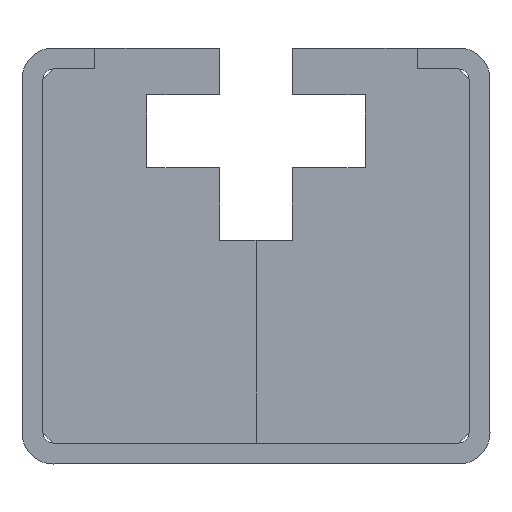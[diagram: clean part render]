
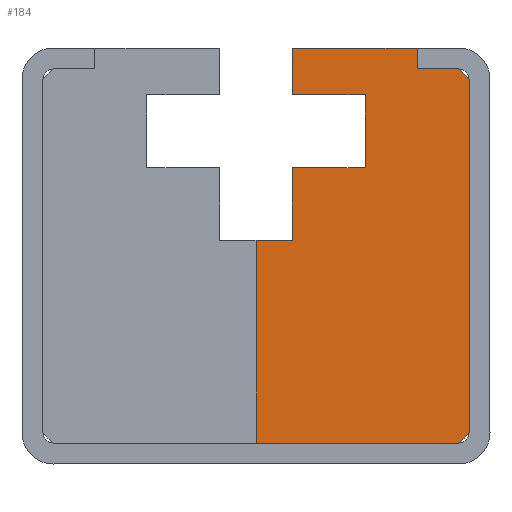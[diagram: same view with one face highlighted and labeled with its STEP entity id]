
A CAD part, front view. The second image highlights one B-rep face of the part: STEP entity #184.
In plain terms, the highlighted planar face has unit normal (0, -1, 0).
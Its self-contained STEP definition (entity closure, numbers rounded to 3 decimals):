
#184=ADVANCED_FACE('',(#354),#355,.F.);
#354=FACE_OUTER_BOUND('',#533,.T.);
#355=PLANE('',#534);
#533=EDGE_LOOP('',(#785,#786,#787,#788,#789,#790,#791,#792,#793,#794,#795,#796,#797,#798));
#534=AXIS2_PLACEMENT_3D('',#799,#800,#801);
#785=ORIENTED_EDGE('',*,*,#1217,.T.);
#786=ORIENTED_EDGE('',*,*,#1165,.T.);
#787=ORIENTED_EDGE('',*,*,#1170,.T.);
#788=ORIENTED_EDGE('',*,*,#1174,.T.);
#789=ORIENTED_EDGE('',*,*,#1178,.T.);
#790=ORIENTED_EDGE('',*,*,#1182,.T.);
#791=ORIENTED_EDGE('',*,*,#1186,.T.);
#792=ORIENTED_EDGE('',*,*,#1190,.T.);
#793=ORIENTED_EDGE('',*,*,#1194,.T.);
#794=ORIENTED_EDGE('',*,*,#1198,.T.);
#795=ORIENTED_EDGE('',*,*,#1202,.T.);
#796=ORIENTED_EDGE('',*,*,#1206,.T.);
#797=ORIENTED_EDGE('',*,*,#1210,.T.);
#798=ORIENTED_EDGE('',*,*,#1214,.T.);
#799=CARTESIAN_POINT('',(10.603,0.0,21.619));
#800=DIRECTION('',(0.0,1.0,0.0));
#801=DIRECTION('',(-1.0,0.0,0.0));
#1165=EDGE_CURVE('',#1369,#1367,#1370,.T.);
#1170=EDGE_CURVE('',#1367,#1375,#1377,.T.);
#1174=EDGE_CURVE('',#1375,#1381,#1383,.T.);
#1178=EDGE_CURVE('',#1381,#1387,#1389,.T.);
#1182=EDGE_CURVE('',#1387,#1393,#1395,.T.);
#1186=EDGE_CURVE('',#1393,#1399,#1401,.T.);
#1190=EDGE_CURVE('',#1399,#1405,#1407,.T.);
#1194=EDGE_CURVE('',#1405,#1411,#1413,.T.);
#1198=EDGE_CURVE('',#1411,#1417,#1419,.T.);
#1202=EDGE_CURVE('',#1417,#1423,#1425,.T.);
#1206=EDGE_CURVE('',#1423,#1429,#1431,.T.);
#1210=EDGE_CURVE('',#1429,#1435,#1437,.T.);
#1214=EDGE_CURVE('',#1435,#1441,#1443,.T.);
#1217=EDGE_CURVE('',#1441,#1369,#1446,.T.);
#1367=VERTEX_POINT('',#1665);
#1369=VERTEX_POINT('',#1668);
#1370=LINE('',#1669,#1670);
#1375=VERTEX_POINT('',#1677);
#1377=LINE('',#1680,#1681);
#1381=VERTEX_POINT('',#1686);
#1383=LINE('',#1689,#1690);
#1387=VERTEX_POINT('',#1695);
#1389=LINE('',#1698,#1699);
#1393=VERTEX_POINT('',#1704);
#1395=LINE('',#1707,#1708);
#1399=VERTEX_POINT('',#1713);
#1401=LINE('',#1716,#1717);
#1405=VERTEX_POINT('',#1722);
#1407=LINE('',#1725,#1726);
#1411=VERTEX_POINT('',#1731);
#1413=LINE('',#1734,#1735);
#1417=VERTEX_POINT('',#1740);
#1419=LINE('',#1743,#1744);
#1423=VERTEX_POINT('',#1749);
#1425=LINE('',#1752,#1753);
#1429=VERTEX_POINT('',#1758);
#1431=LINE('',#1761,#1762);
#1435=VERTEX_POINT('',#1767);
#1437=LINE('',#1770,#1771);
#1441=VERTEX_POINT('',#1776);
#1443=LINE('',#1779,#1780);
#1446=LINE('',#1784,#1785);
#1665=CARTESIAN_POINT('',(20.5,0.0,3.0));
#1668=CARTESIAN_POINT('',(19.5,0.0,2.0));
#1669=CARTESIAN_POINT('',(19.5,0.0,2.0));
#1670=VECTOR('',#2087,1.0);
#1677=CARTESIAN_POINT('',(20.5,0.0,37.0));
#1680=CARTESIAN_POINT('',(20.5,0.0,3.0));
#1681=VECTOR('',#2091,1.0);
#1686=CARTESIAN_POINT('',(19.5,0.0,38.0));
#1689=CARTESIAN_POINT('',(20.5,0.0,37.0));
#1690=VECTOR('',#2094,1.0);
#1695=CARTESIAN_POINT('',(15.5,0.0,38.0));
#1698=CARTESIAN_POINT('',(19.5,0.0,38.0));
#1699=VECTOR('',#2097,1.0);
#1704=CARTESIAN_POINT('',(15.5,0.0,40.0));
#1707=CARTESIAN_POINT('',(15.5,0.0,38.0));
#1708=VECTOR('',#2100,1.0);
#1713=CARTESIAN_POINT('',(3.5,0.0,40.0));
#1716=CARTESIAN_POINT('',(15.5,0.0,40.0));
#1717=VECTOR('',#2103,1.0);
#1722=CARTESIAN_POINT('',(3.5,0.0,35.5));
#1725=CARTESIAN_POINT('',(3.5,0.0,40.0));
#1726=VECTOR('',#2106,1.0);
#1731=CARTESIAN_POINT('',(10.5,0.0,35.5));
#1734=CARTESIAN_POINT('',(3.5,0.0,35.5));
#1735=VECTOR('',#2109,1.0);
#1740=CARTESIAN_POINT('',(10.5,0.0,28.5));
#1743=CARTESIAN_POINT('',(10.5,0.0,35.5));
#1744=VECTOR('',#2112,1.0);
#1749=CARTESIAN_POINT('',(3.5,0.0,28.5));
#1752=CARTESIAN_POINT('',(10.5,0.0,28.5));
#1753=VECTOR('',#2115,1.0);
#1758=CARTESIAN_POINT('',(3.5,0.0,21.5));
#1761=CARTESIAN_POINT('',(3.5,0.0,28.5));
#1762=VECTOR('',#2118,1.0);
#1767=CARTESIAN_POINT('',(0.0,0.0,21.5));
#1770=CARTESIAN_POINT('',(3.5,0.0,21.5));
#1771=VECTOR('',#2121,1.0);
#1776=CARTESIAN_POINT('',(0.0,0.0,2.0));
#1779=CARTESIAN_POINT('',(0.0,0.0,21.5));
#1780=VECTOR('',#2124,1.0);
#1784=CARTESIAN_POINT('',(0.0,0.0,2.0));
#1785=VECTOR('',#2126,1.0);
#2087=DIRECTION('',(0.707,0.0,0.707));
#2091=DIRECTION('',(0.0,0.0,1.0));
#2094=DIRECTION('',(-0.707,0.0,0.707));
#2097=DIRECTION('',(-1.0,0.0,0.0));
#2100=DIRECTION('',(0.0,0.0,1.0));
#2103=DIRECTION('',(-1.0,0.0,0.0));
#2106=DIRECTION('',(0.0,0.0,-1.0));
#2109=DIRECTION('',(1.0,0.0,0.0));
#2112=DIRECTION('',(0.0,0.0,-1.0));
#2115=DIRECTION('',(-1.0,0.0,0.0));
#2118=DIRECTION('',(0.0,0.0,-1.0));
#2121=DIRECTION('',(-1.0,0.0,0.0));
#2124=DIRECTION('',(0.0,0.0,-1.0));
#2126=DIRECTION('',(1.0,0.0,0.0));
